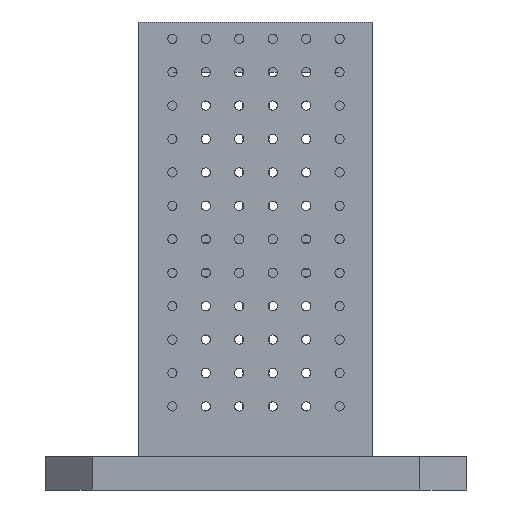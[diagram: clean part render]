
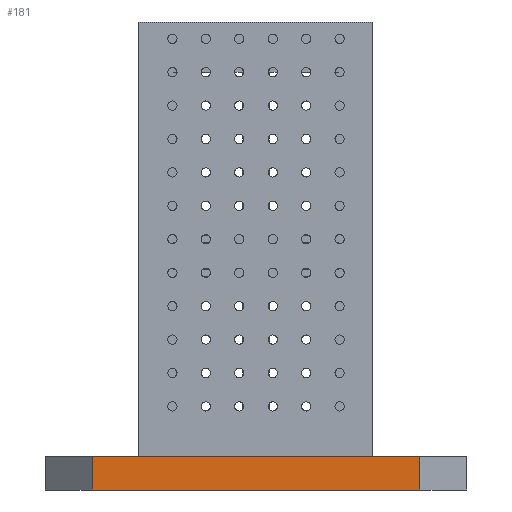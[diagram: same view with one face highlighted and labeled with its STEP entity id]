
A CAD part, left-side view. The second image highlights one B-rep face of the part: STEP entity #181.
In plain terms, the highlighted planar face has unit normal (-1, 0, 0).
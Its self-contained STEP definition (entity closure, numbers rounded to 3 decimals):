
#181 = ADVANCED_FACE( '', ( #1238 ), #1239, .F. );
#1238 = FACE_OUTER_BOUND( '', #3909, .T. );
#1239 = PLANE( '', #3910 );
#3909 = EDGE_LOOP( '', ( #7314, #7315, #7316, #7317 ) );
#3910 = AXIS2_PLACEMENT_3D( '', #7318, #7319, #7320 );
#7314 = ORIENTED_EDGE( '', *, *, #12638, .F. );
#7315 = ORIENTED_EDGE( '', *, *, #12128, .T. );
#7316 = ORIENTED_EDGE( '', *, *, #12557, .T. );
#7317 = ORIENTED_EDGE( '', *, *, #11988, .T. );
#7318 = CARTESIAN_POINT( '', ( -315., 315., 50. ) );
#7319 = DIRECTION( '', ( 1., 0., 0. ) );
#7320 = DIRECTION( '', ( 0., 1., 0. ) );
#11988 = EDGE_CURVE( '', #13655, #13652, #13656, .T. );
#12128 = EDGE_CURVE( '', #13916, #13920, #13922, .T. );
#12557 = EDGE_CURVE( '', #13920, #13655, #14681, .T. );
#12638 = EDGE_CURVE( '', #13916, #13652, #14838, .T. );
#13652 = VERTEX_POINT( '', #16472 );
#13655 = VERTEX_POINT( '', #16476 );
#13656 = LINE( '', #16477, #16478 );
#13916 = VERTEX_POINT( '', #17188 );
#13920 = VERTEX_POINT( '', #17194 );
#13922 = LINE( '', #17197, #17198 );
#14681 = LINE( '', #18751, #18752 );
#14838 = LINE( '', #18917, #18918 );
#16472 = CARTESIAN_POINT( '', ( -315., -245., 50. ) );
#16476 = CARTESIAN_POINT( '', ( -315., -245., 0. ) );
#16477 = CARTESIAN_POINT( '', ( -315., -245., 50. ) );
#16478 = VECTOR( '', #21176, 1000. );
#17188 = CARTESIAN_POINT( '', ( -315., 245., 50. ) );
#17194 = CARTESIAN_POINT( '', ( -315., 245., 0. ) );
#17197 = CARTESIAN_POINT( '', ( -315., 245., 50. ) );
#17198 = VECTOR( '', #21392, 1000. );
#18751 = CARTESIAN_POINT( '', ( -315., 315., 0. ) );
#18752 = VECTOR( '', #22186, 1000. );
#18917 = CARTESIAN_POINT( '', ( -315., 315., 50. ) );
#18918 = VECTOR( '', #22411, 1000. );
#21176 = DIRECTION( '', ( 0., 0., 1. ) );
#21392 = DIRECTION( '', ( 0., 0., -1. ) );
#22186 = DIRECTION( '', ( 0., -1., 0. ) );
#22411 = DIRECTION( '', ( 0., -1., 0. ) );
